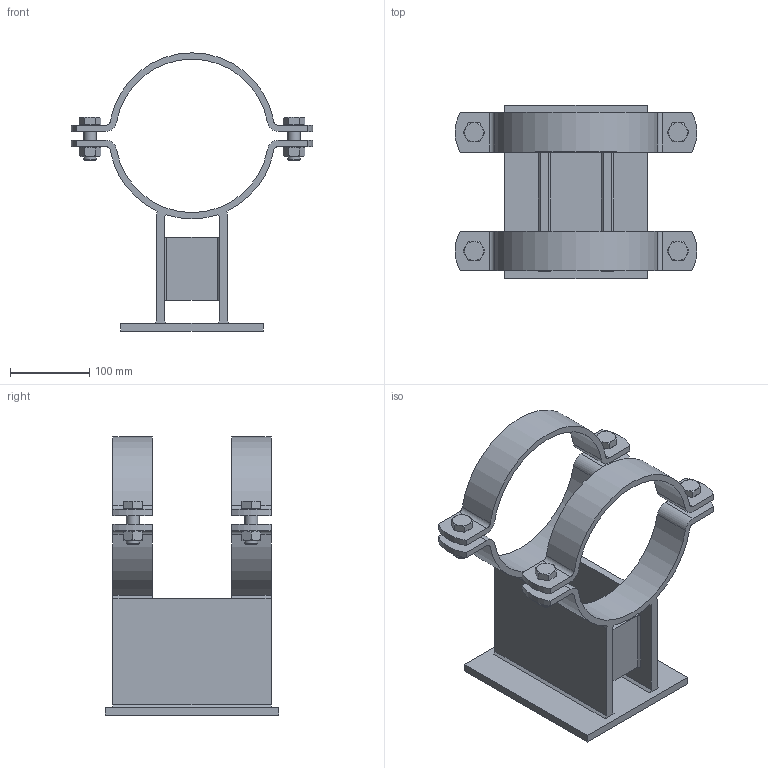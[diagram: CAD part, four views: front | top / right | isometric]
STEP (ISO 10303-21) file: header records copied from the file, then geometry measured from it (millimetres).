
FILE_DESCRIPTION((''),'2;1');
FILE_NAME('115982.stp','2010-05-10T11:48:08',('DMK009'),(''),'Autodesk Inventor 2010','Autodesk Inventor 2010','');
FILE_SCHEMA(('AUTOMOTIVE_DESIGN { 1 0 10303 214 1 1 1 1 }'));
Length unit declared in the file: millimetre
Products named in the file (1): 115982
Bounding box: 306 x 220 x 351.99 mm (x, y, z)
Volume: 1708117.9 mm3; surface area: 421503.5 mm2
Topology: 1 solids, 1 shells, 244 faces, 608 edges, 392 vertices
Faces by surface type: plane 136, cylinder 52, cone 48, bspline 8
Full cylindrical faces by diameter (mm): 14.917 x4, 16 x8, 18 x4, 22 x4
Entity records: 7155 total; most frequent: CARTESIAN_POINT 1493, ORIENTED_EDGE 1088, DIRECTION 1086, EDGE_CURVE 544, AXIS2_PLACEMENT_3D 401, VERTEX_POINT 376, EDGE_LOOP 330, VECTOR 284
